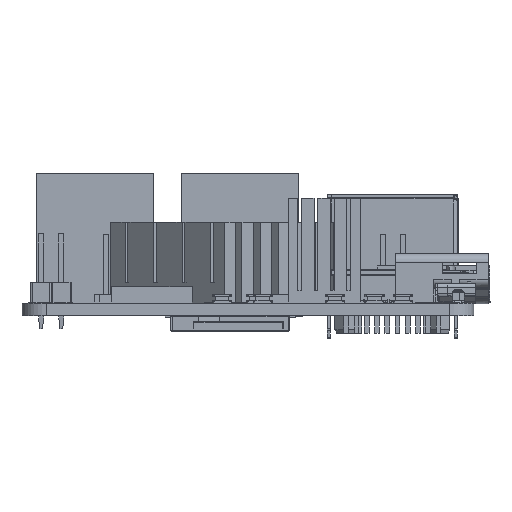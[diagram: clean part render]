
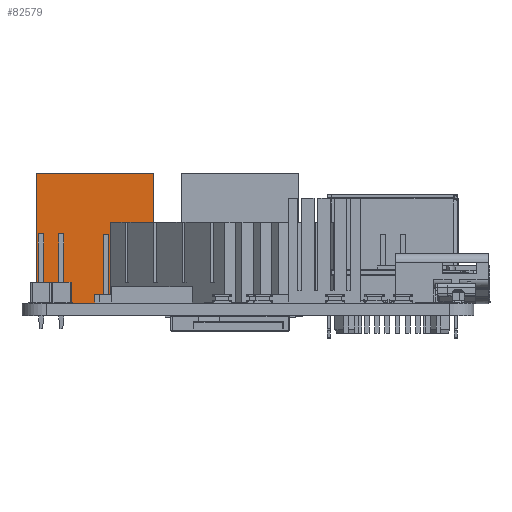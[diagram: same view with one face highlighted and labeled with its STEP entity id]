
A CAD part, left-side view. The second image highlights one B-rep face of the part: STEP entity #82579.
In plain terms, the highlighted planar face has unit normal (-1, 0, 0).
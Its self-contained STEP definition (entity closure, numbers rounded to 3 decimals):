
#14128 = DIRECTION ( 'NONE',  ( 0., 1., 0. ) ) ;
#16181 = EDGE_CURVE ( 'NONE', #160569, #158190, #42960, .T. ) ;
#17497 = PLANE ( 'NONE',  #61462 ) ;
#22405 = CARTESIAN_POINT ( 'NONE',  ( 33.306, 6.313, 1.6 ) ) ;
#23450 = CARTESIAN_POINT ( 'NONE',  ( 33.306, 6.313, 17.6 ) ) ;
#28268 = EDGE_CURVE ( 'NONE', #90721, #162356, #75000, .T. ) ;
#39638 = ORIENTED_EDGE ( 'NONE', *, *, #16181, .T. ) ;
#40928 = CARTESIAN_POINT ( 'NONE',  ( 33.306, 6.313, 17.6 ) ) ;
#42788 = DIRECTION ( 'NONE',  ( 0., 0., 1. ) ) ;
#42960 = LINE ( 'NONE', #40928, #80389 ) ;
#45532 = EDGE_CURVE ( 'NONE', #90721, #160569, #134978, .T. ) ;
#46217 = DIRECTION ( 'NONE',  ( -1., 0., 0. ) ) ;
#53361 = CARTESIAN_POINT ( 'NONE',  ( 33.306, 6.313, 1.6 ) ) ;
#61462 = AXIS2_PLACEMENT_3D ( 'NONE', #135595, #46217, #136918 ) ;
#69012 = FACE_OUTER_BOUND ( 'NONE', #69153, .T. ) ;
#69153 = EDGE_LOOP ( 'NONE', ( #82128, #39638, #172036, #131111 ) ) ;
#75000 = LINE ( 'NONE', #22405, #187183 ) ;
#80389 = VECTOR ( 'NONE', #14128, 1000. ) ;
#82128 = ORIENTED_EDGE ( 'NONE', *, *, #45532, .T. ) ;
#82579 = ADVANCED_FACE ( 'NONE', ( #69012 ), #17497, .T. ) ;
#88305 = VECTOR ( 'NONE', #42788, 1000. ) ;
#88493 = CARTESIAN_POINT ( 'NONE',  ( 33.306, 20.813, 1.6 ) ) ;
#90721 = VERTEX_POINT ( 'NONE', #92881 ) ;
#92881 = CARTESIAN_POINT ( 'NONE',  ( 33.306, 6.313, 1.6 ) ) ;
#99878 = CARTESIAN_POINT ( 'NONE',  ( 33.306, 20.813, 1.6 ) ) ;
#115500 = VECTOR ( 'NONE', #161891, 1000. ) ;
#118611 = EDGE_CURVE ( 'NONE', #162356, #158190, #167105, .T. ) ;
#131111 = ORIENTED_EDGE ( 'NONE', *, *, #28268, .F. ) ;
#134978 = LINE ( 'NONE', #53361, #88305 ) ;
#135595 = CARTESIAN_POINT ( 'NONE',  ( 33.306, 0., 0. ) ) ;
#136918 = DIRECTION ( 'NONE',  ( 0., 0., 1. ) ) ;
#158190 = VERTEX_POINT ( 'NONE', #182414 ) ;
#160569 = VERTEX_POINT ( 'NONE', #23450 ) ;
#161891 = DIRECTION ( 'NONE',  ( 0., 0., 1. ) ) ;
#162356 = VERTEX_POINT ( 'NONE', #88493 ) ;
#167105 = LINE ( 'NONE', #99878, #115500 ) ;
#172036 = ORIENTED_EDGE ( 'NONE', *, *, #118611, .F. ) ;
#182414 = CARTESIAN_POINT ( 'NONE',  ( 33.306, 20.813, 17.6 ) ) ;
#185511 = DIRECTION ( 'NONE',  ( 0., 1., 0. ) ) ;
#187183 = VECTOR ( 'NONE', #185511, 1000. ) ;
